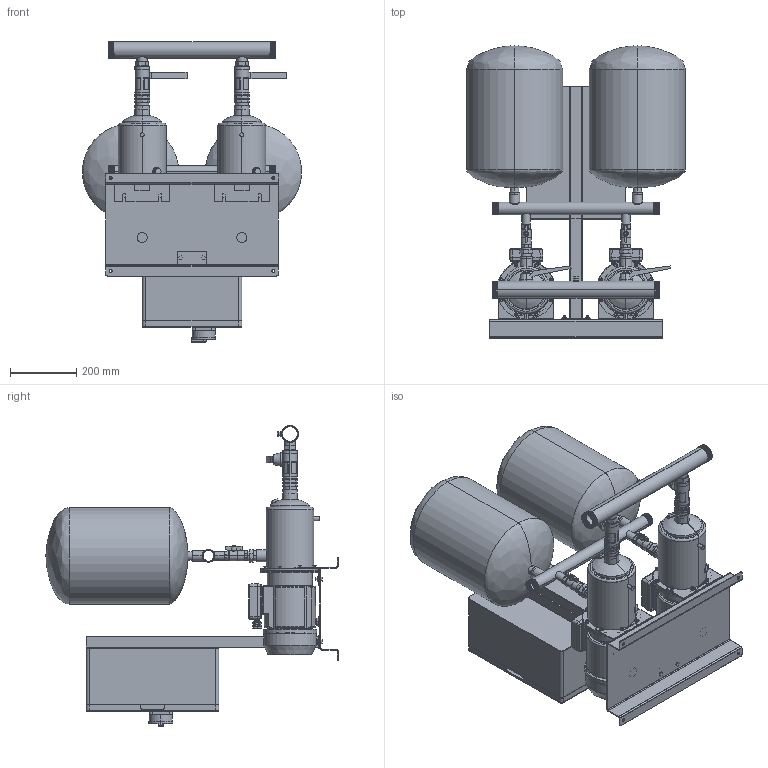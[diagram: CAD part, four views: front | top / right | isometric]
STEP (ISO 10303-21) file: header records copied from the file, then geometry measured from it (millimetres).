
FILE_DESCRIPTION (( 'STEP AP214' ), '1' );
FILE_NAME ('2EH_5-7_TS.STEP', '2022-03-02T10:14:19', ( '' ), ( '' ), 'SwSTEP 2.0', 'SolidWorks 2020', '' );
FILE_SCHEMA (( 'AUTOMOTIVE_DESIGN' ));
Length unit declared in the file: mil
Products named in the file (1): 2EH_5-7_TS
Bounding box: 660 x 880 x 906 mm (x, y, z)
Volume: 77976793.8 mm3; surface area: 4220411.7 mm2
Topology: 48 solids, 49 shells, 1650 faces, 4006 edges, 2581 vertices
Faces by surface type: plane 818, cylinder 633, cone 116, bspline 38, torus 35, sphere 10
Entity records: 75352 total; most frequent: CARTESIAN_POINT 34348, ORIENTED_EDGE 8000, DIRECTION 7786, EDGE_CURVE 4000, AXIS2_PLACEMENT_3D 2775, VERTEX_POINT 2581, VECTOR 2236, LINE 2236
